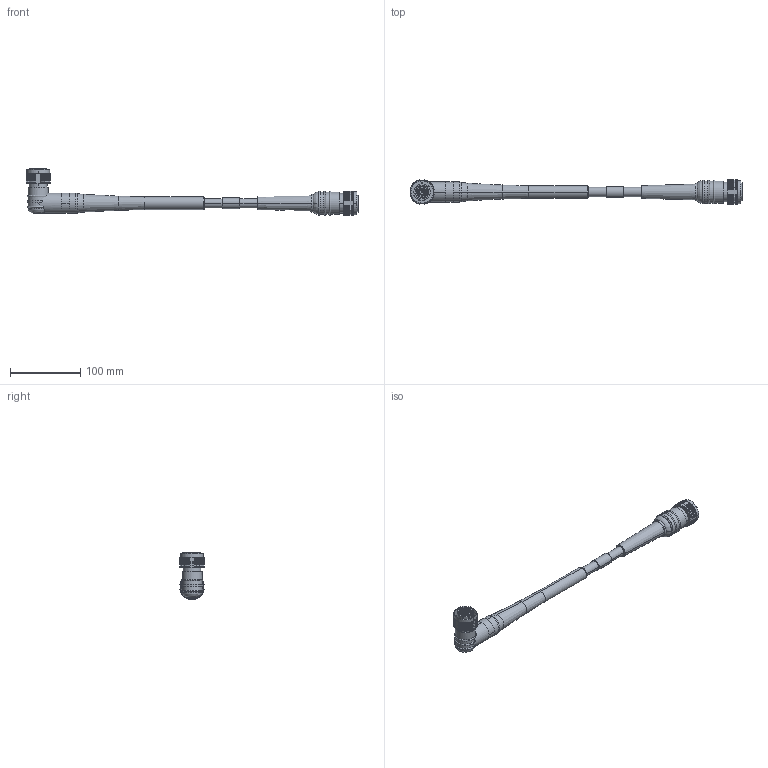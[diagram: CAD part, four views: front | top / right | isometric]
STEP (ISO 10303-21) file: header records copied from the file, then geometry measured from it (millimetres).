
FILE_DESCRIPTION((''),'2;1');
FILE_NAME('20C109400','2019-08-26T08:22:51',('ZLC1117'),(''),'CREO PARAMETRIC BY PTC INC, 2017380','CREO PARAMETRIC BY PTC INC, 2017380','');
FILE_SCHEMA(('CONFIG_CONTROL_DESIGN'));
Length unit declared in the file: inch
Products named in the file (1): 20C109400
Bounding box: 472.83 x 34.43 x 66.43 mm (x, y, z)
Surface area: 49971.3 mm2 (no closed solid volume)
Topology: 0 solids, 27 shells, 536 faces, 1585 edges, 1061 vertices
Faces by surface type: cylinder 323, cone 99, plane 77, bspline 22, torus 13, revolution 2
Entity records: 19180 total; most frequent: CARTESIAN_POINT 4162, DIRECTION 3505, ORIENTED_EDGE 2878, EDGE_CURVE 1585, AXIS2_PLACEMENT_3D 1447, VERTEX_POINT 1061, CIRCLE 935, EDGE_LOOP 612
